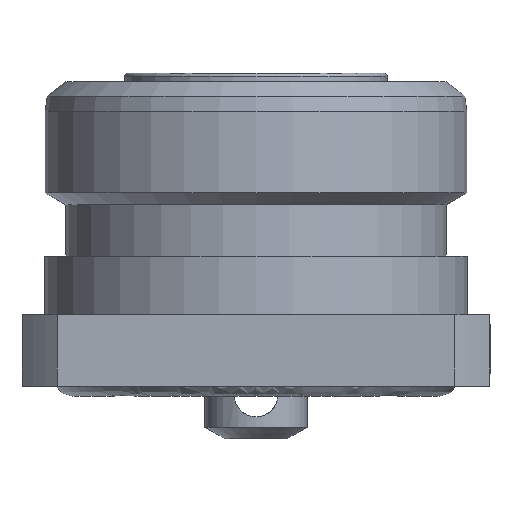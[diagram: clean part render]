
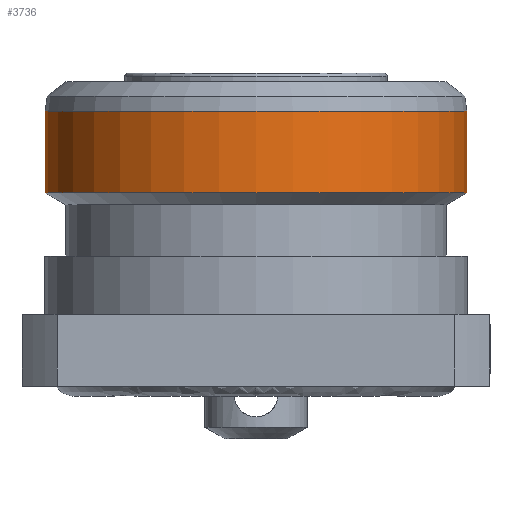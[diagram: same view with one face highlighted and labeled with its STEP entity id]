
A CAD part, front view. The second image highlights one B-rep face of the part: STEP entity #3736.
In plain terms, the highlighted cylindrical face has radius 14.42 mm (diameter 28.84 mm), a partial arc.
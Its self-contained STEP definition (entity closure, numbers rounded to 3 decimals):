
#106 = AXIS2_PLACEMENT_3D ( 'NONE', #116, #3801, #7573 ) ;
#109 = EDGE_LOOP ( 'NONE', ( #4236, #3389, #5150, #5127 ) ) ;
#116 = CARTESIAN_POINT ( 'NONE',  ( 0., 0., -2.6 ) ) ;
#533 = DIRECTION ( 'NONE',  ( 0., 0., 1. ) ) ;
#548 = CARTESIAN_POINT ( 'NONE',  ( -14.42, 0., 1.82 ) ) ;
#608 = CIRCLE ( 'NONE', #4913, 14.42 ) ;
#703 = EDGE_CURVE ( 'NONE', #1311, #931, #608, .T. ) ;
#856 = DIRECTION ( 'NONE',  ( 0., 0., 1. ) ) ;
#931 = VERTEX_POINT ( 'NONE', #3055 ) ;
#1003 = VECTOR ( 'NONE', #4896, 1000. ) ;
#1061 = FACE_OUTER_BOUND ( 'NONE', #109, .T. ) ;
#1267 = VERTEX_POINT ( 'NONE', #2327 ) ;
#1311 = VERTEX_POINT ( 'NONE', #6123 ) ;
#1759 = CARTESIAN_POINT ( 'NONE',  ( 14.42, 0., -2.6 ) ) ;
#1762 = EDGE_CURVE ( 'NONE', #1267, #7743, #7512, .T. ) ;
#2327 = CARTESIAN_POINT ( 'NONE',  ( -14.42, 0., -2.6 ) ) ;
#2700 = EDGE_CURVE ( 'NONE', #931, #7743, #6731, .T. ) ;
#2837 = LINE ( 'NONE', #548, #1003 ) ;
#2873 = CYLINDRICAL_SURFACE ( 'NONE', #5624, 14.42 ) ;
#3055 = CARTESIAN_POINT ( 'NONE',  ( 14.42, 0., -8.18 ) ) ;
#3208 = VECTOR ( 'NONE', #533, 1000. ) ;
#3389 = ORIENTED_EDGE ( 'NONE', *, *, #703, .T. ) ;
#3736 = ADVANCED_FACE ( 'NONE', ( #1061 ), #2873, .T. ) ;
#3801 = DIRECTION ( 'NONE',  ( 0., 0., 1. ) ) ;
#4236 = ORIENTED_EDGE ( 'NONE', *, *, #7785, .F. ) ;
#4566 = DIRECTION ( 'NONE',  ( 1., 0., 0. ) ) ;
#4896 = DIRECTION ( 'NONE',  ( 0., 0., 1. ) ) ;
#4913 = AXIS2_PLACEMENT_3D ( 'NONE', #5207, #856, #4566 ) ;
#5127 = ORIENTED_EDGE ( 'NONE', *, *, #1762, .F. ) ;
#5150 = ORIENTED_EDGE ( 'NONE', *, *, #2700, .T. ) ;
#5207 = CARTESIAN_POINT ( 'NONE',  ( 0., 0., -8.18 ) ) ;
#5624 = AXIS2_PLACEMENT_3D ( 'NONE', #6624, #5980, #5956 ) ;
#5956 = DIRECTION ( 'NONE',  ( 1., 0., 0. ) ) ;
#5980 = DIRECTION ( 'NONE',  ( 0., 0., 1. ) ) ;
#6123 = CARTESIAN_POINT ( 'NONE',  ( -14.42, 0., -8.18 ) ) ;
#6624 = CARTESIAN_POINT ( 'NONE',  ( 0., 0., 1.82 ) ) ;
#6731 = LINE ( 'NONE', #8031, #3208 ) ;
#7512 = CIRCLE ( 'NONE', #106, 14.42 ) ;
#7573 = DIRECTION ( 'NONE',  ( 1., 0., 0. ) ) ;
#7743 = VERTEX_POINT ( 'NONE', #1759 ) ;
#7785 = EDGE_CURVE ( 'NONE', #1311, #1267, #2837, .T. ) ;
#8031 = CARTESIAN_POINT ( 'NONE',  ( 14.42, 0., 1.82 ) ) ;
